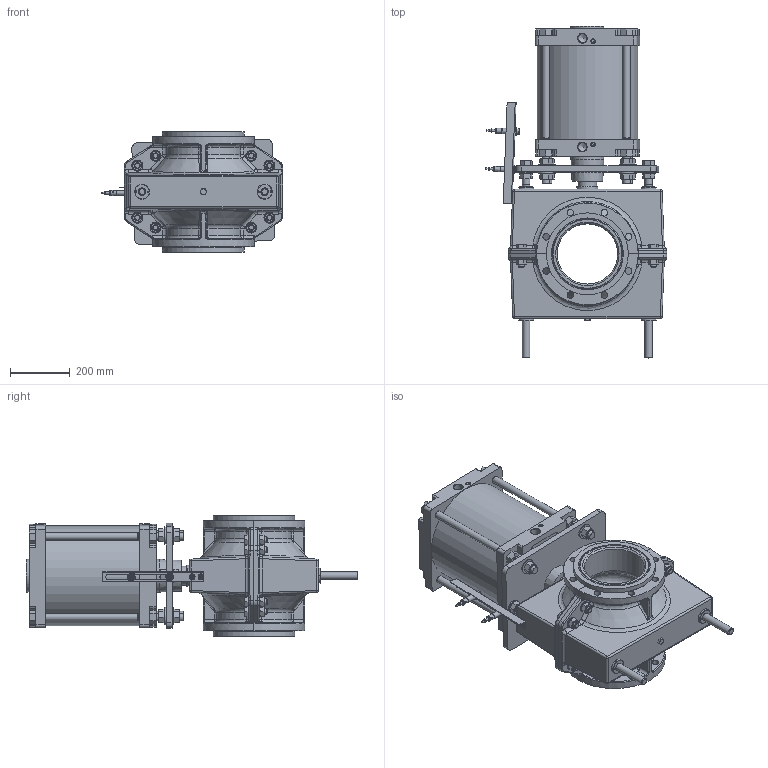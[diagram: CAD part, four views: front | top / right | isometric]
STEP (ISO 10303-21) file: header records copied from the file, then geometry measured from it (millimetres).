
FILE_DESCRIPTION((''),'2;1');
FILE_NAME('BE200PA10-111L.stp','2021-03-04T14:45:59',('niko.tikander'),(''),'Autodesk Inventor 2011','Autodesk Inventor 2011','');
FILE_SCHEMA(('AUTOMOTIVE_DESIGN { 1 0 10303 214 1 1 1 1 }'));
Length unit declared in the file: inch
Products named in the file (1): BE200PA10-111L_Shrinkwrap_2
Bounding box: 606.2 x 1110.5 x 407.87 mm (x, y, z)
Surface area: 5122776.1 mm2 (no closed solid volume)
Topology: 0 solids, 116 shells, 1887 faces, 4183 edges, 2586 vertices
Faces by surface type: plane 742, cylinder 544, cone 364, bspline 148, torus 81, sphere 8
Full cylindrical faces by diameter (mm): 1.221 x8, 2.5 x2, 5 x8, 5.3 x4, 5.46 x2, 6 x8, 6.4 x2, 7 x6, 7.5 x1, 8 x3, 10 x2, 11.25 x1, 12 x4, 12.5 x2, 15 x2, 16.9 x4, 16.917 x4, 17 x6, 18 x2, 20 x20, 20.752 x4, 22 x18, 22.5 x16, 23 x16, 24 x16, 25 x6, 25.5 x4, 26.5 x4, 27 x10, 28 x1
Entity records: 68367 total; most frequent: CARTESIAN_POINT 28316, DIRECTION 7847, ORIENTED_EDGE 7399, EDGE_CURVE 3719, AXIS2_PLACEMENT_3D 3309, EDGE_LOOP 2636, VERTEX_POINT 2533, FACE_OUTER_BOUND 1887
